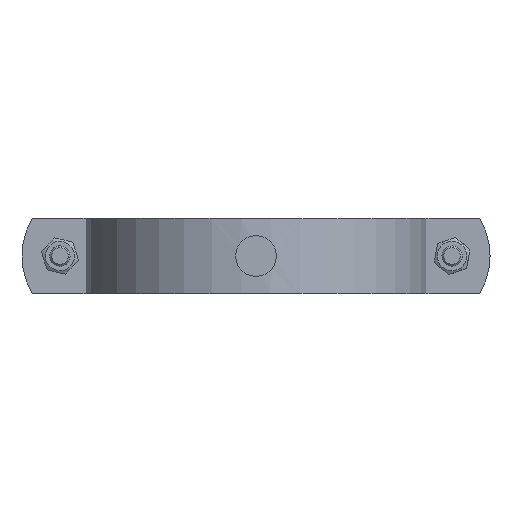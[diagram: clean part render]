
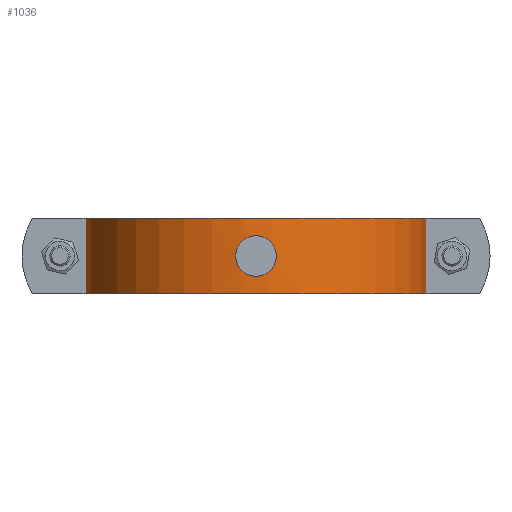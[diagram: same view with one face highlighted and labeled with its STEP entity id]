
A CAD part, front view. The second image highlights one B-rep face of the part: STEP entity #1036.
In plain terms, the highlighted cylindrical face has radius 67.5 mm (diameter 135 mm), a partial arc.
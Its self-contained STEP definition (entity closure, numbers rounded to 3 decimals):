
#588=CARTESIAN_POINT('',(8.0,67.024,0.));
#589=VERTEX_POINT('',#588);
#590=CARTESIAN_POINT('',(8.0,67.024,0.));
#591=CARTESIAN_POINT('',(8.0,67.024,0.79));
#592=CARTESIAN_POINT('',(7.878,67.039,1.622));
#593=CARTESIAN_POINT('',(7.625,67.068,2.42));
#594=CARTESIAN_POINT('',(7.369,67.097,3.227));
#595=CARTESIAN_POINT('',(6.979,67.14,3.998));
#596=CARTESIAN_POINT('',(6.493,67.187,4.674));
#597=CARTESIAN_POINT('',(6.278,67.208,4.972));
#598=CARTESIAN_POINT('',(6.046,67.229,5.251));
#599=CARTESIAN_POINT('',(5.801,67.25,5.509));
#600=CARTESIAN_POINT('',(5.609,67.267,5.711));
#601=CARTESIAN_POINT('',(5.408,67.283,5.902));
#602=CARTESIAN_POINT('',(5.193,67.3,6.086));
#603=CARTESIAN_POINT('',(4.575,67.348,6.613));
#604=CARTESIAN_POINT('',(3.85,67.395,7.063));
#605=CARTESIAN_POINT('',(3.072,67.43,7.387));
#606=CARTESIAN_POINT('',(2.299,67.465,7.708));
#607=CARTESIAN_POINT('',(1.472,67.489,7.905));
#608=CARTESIAN_POINT('',(0.664,67.497,7.972));
#609=CARTESIAN_POINT('',(0.239,67.501,8.008));
#610=CARTESIAN_POINT('',(-0.174,67.501,8.009));
#611=CARTESIAN_POINT('',(-0.599,67.497,7.978));
#612=CARTESIAN_POINT('',(-1.413,67.49,7.916));
#613=CARTESIAN_POINT('',(-2.25,67.467,7.724));
#614=CARTESIAN_POINT('',(-3.033,67.432,7.403));
#615=CARTESIAN_POINT('',(-3.753,67.399,7.108));
#616=CARTESIAN_POINT('',(-4.43,67.357,6.704));
#617=CARTESIAN_POINT('',(-5.019,67.313,6.23));
#618=CARTESIAN_POINT('',(-5.261,67.295,6.035));
#619=CARTESIAN_POINT('',(-5.487,67.277,5.83));
#620=CARTESIAN_POINT('',(-5.699,67.259,5.615));
#621=CARTESIAN_POINT('',(-6.262,67.211,5.043));
#622=CARTESIAN_POINT('',(-6.765,67.161,4.353));
#623=CARTESIAN_POINT('',(-7.147,67.121,3.595));
#624=CARTESIAN_POINT('',(-7.526,67.08,2.842));
#625=CARTESIAN_POINT('',(-7.785,67.05,2.021));
#626=CARTESIAN_POINT('',(-7.909,67.035,1.202));
#627=CARTESIAN_POINT('',(-7.967,67.028,0.823));
#628=CARTESIAN_POINT('',(-7.996,67.025,0.444));
#629=CARTESIAN_POINT('',(-8.,67.024,0.074));
#630=CARTESIAN_POINT('',(-8.002,67.024,-0.225));
#631=CARTESIAN_POINT('',(-7.989,67.026,-0.527));
#632=CARTESIAN_POINT('',(-7.957,67.029,-0.833));
#633=CARTESIAN_POINT('',(-7.871,67.04,-1.65));
#634=CARTESIAN_POINT('',(-7.652,67.066,-2.481));
#635=CARTESIAN_POINT('',(-7.308,67.103,-3.254));
#636=CARTESIAN_POINT('',(-6.991,67.138,-3.967));
#637=CARTESIAN_POINT('',(-6.566,67.182,-4.632));
#638=CARTESIAN_POINT('',(-6.076,67.226,-5.204));
#639=CARTESIAN_POINT('',(-5.812,67.25,-5.513));
#640=CARTESIAN_POINT('',(-5.534,67.273,-5.792));
#641=CARTESIAN_POINT('',(-5.226,67.297,-6.057));
#642=CARTESIAN_POINT('',(-4.609,67.345,-6.59));
#643=CARTESIAN_POINT('',(-3.881,67.393,-7.046));
#644=CARTESIAN_POINT('',(-3.1,67.429,-7.375));
#645=CARTESIAN_POINT('',(-2.464,67.458,-7.642));
#646=CARTESIAN_POINT('',(-1.791,67.48,-7.826));
#647=CARTESIAN_POINT('',(-1.122,67.491,-7.921));
#648=CARTESIAN_POINT('',(-0.791,67.496,-7.968));
#649=CARTESIAN_POINT('',(-0.461,67.499,-7.993));
#650=CARTESIAN_POINT('',(-0.137,67.5,-7.999));
#651=CARTESIAN_POINT('',(0.132,67.5,-8.003));
#652=CARTESIAN_POINT('',(0.4,67.499,-7.995));
#653=CARTESIAN_POINT('',(0.674,67.497,-7.972));
#654=CARTESIAN_POINT('',(1.485,67.489,-7.903));
#655=CARTESIAN_POINT('',(2.317,67.465,-7.703));
#656=CARTESIAN_POINT('',(3.093,67.429,-7.378));
#657=CARTESIAN_POINT('',(3.868,67.394,-7.053));
#658=CARTESIAN_POINT('',(4.59,67.347,-6.602));
#659=CARTESIAN_POINT('',(5.204,67.299,-6.076));
#660=CARTESIAN_POINT('',(5.514,67.275,-5.81));
#661=CARTESIAN_POINT('',(5.794,67.251,-5.531));
#662=CARTESIAN_POINT('',(6.061,67.227,-5.222));
#663=CARTESIAN_POINT('',(6.591,67.18,-4.606));
#664=CARTESIAN_POINT('',(7.046,67.132,-3.882));
#665=CARTESIAN_POINT('',(7.373,67.096,-3.105));
#666=CARTESIAN_POINT('',(7.699,67.06,-2.332));
#667=CARTESIAN_POINT('',(7.899,67.036,-1.504));
#668=CARTESIAN_POINT('',(7.97,67.028,-0.695));
#669=CARTESIAN_POINT('',(7.99,67.025,-0.461));
#670=CARTESIAN_POINT('',(8.0,67.024,-0.229));
#671=CARTESIAN_POINT('',(8.0,67.024,0.0));
#672=B_SPLINE_CURVE_WITH_KNOTS('',3,(#590,#591,#592,#593,#594,#595,#596,#597,#598,#599,#600,#601,#602,#603,#604,#605,#606,#607,#608,#609,#610,#611,#612,#613,#614,#615,#616,#617,#618,#619,#620,#621,#622,#623,#624,#625,#626,#627,#628,#629,#630,#631,#632,#633,#634,#635,#636,#637,#638,#639,#640,#641,#642,#643,#644,#645,#646,#647,#648,#649,#650,#651,#652,#653,#654,#655,#656,#657,#658,#659,#660,#661,#662,#663,#664,#665,#666,#667,#668,#669,#670,#671),.UNSPECIFIED.,.T.,.U.,(4,3,3,3,3,3,3,3,3,3,3,3,3,3,3,3,3,3,3,3,3,3,3,3,3,3,3,4),(0.0,0.237,0.477,0.583,0.666,0.904,1.141,1.266,1.505,1.725,1.816,2.056,2.295,2.406,2.495,2.734,2.955,3.075,3.314,3.51,3.606,3.686,3.925,4.162,4.282,4.521,4.758,4.826),.UNSPECIFIED.);
#673=EDGE_CURVE('',#589,#589,#672,.T.);
#854=CARTESIAN_POINT('',(67.186,6.5,15.0));
#855=VERTEX_POINT('',#854);
#862=CARTESIAN_POINT('',(-67.186,6.5,15.0));
#863=VERTEX_POINT('',#862);
#864=CARTESIAN_POINT('',(0.0,0.0,15.0));
#865=DIRECTION('',(0.0,0.0,-1.));
#866=DIRECTION('',(-0.995,-0.096,0.0));
#867=AXIS2_PLACEMENT_3D('',#864,#865,#866);
#868=CIRCLE('',#867,67.5);
#869=EDGE_CURVE('',#863,#855,#868,.T.);
#909=CARTESIAN_POINT('',(67.186,6.5,-15.0));
#910=VERTEX_POINT('',#909);
#917=CARTESIAN_POINT('',(67.186,6.5,15.0));
#918=DIRECTION('',(0.0,0.0,-1.0));
#919=VECTOR('',#918,30.0);
#920=LINE('',#917,#919);
#921=EDGE_CURVE('',#855,#910,#920,.T.);
#998=CARTESIAN_POINT('',(-67.186,6.5,-15.0));
#999=VERTEX_POINT('',#998);
#1006=CARTESIAN_POINT('',(0.0,0.0,-15.0));
#1007=DIRECTION('',(0.0,0.0,1.));
#1008=DIRECTION('',(-0.995,-0.096,0.0));
#1009=AXIS2_PLACEMENT_3D('',#1006,#1007,#1008);
#1010=CIRCLE('',#1009,67.5);
#1011=EDGE_CURVE('',#910,#999,#1010,.T.);
#1017=CARTESIAN_POINT('',(0.0,0.0,0.0));
#1018=DIRECTION('',(0.0,0.0,1.0));
#1019=DIRECTION('',(-0.995,-0.096,0.0));
#1020=AXIS2_PLACEMENT_3D('',#1017,#1018,#1019);
#1021=CYLINDRICAL_SURFACE('',#1020,67.5);
#1022=ORIENTED_EDGE('',*,*,#869,.T.);
#1023=ORIENTED_EDGE('',*,*,#921,.T.);
#1024=ORIENTED_EDGE('',*,*,#1011,.T.);
#1025=CARTESIAN_POINT('',(-67.186,6.5,15.0));
#1026=DIRECTION('',(0.0,0.0,-1.0));
#1027=VECTOR('',#1026,30.0);
#1028=LINE('',#1025,#1027);
#1029=EDGE_CURVE('',#863,#999,#1028,.T.);
#1030=ORIENTED_EDGE('',*,*,#1029,.F.);
#1031=EDGE_LOOP('',(#1022,#1023,#1024,#1030));
#1032=FACE_OUTER_BOUND('',#1031,.T.);
#1033=ORIENTED_EDGE('',*,*,#673,.T.);
#1034=EDGE_LOOP('',(#1033));
#1035=FACE_BOUND('',#1034,.T.);
#1036=ADVANCED_FACE('',(#1032,#1035),#1021,.T.);
